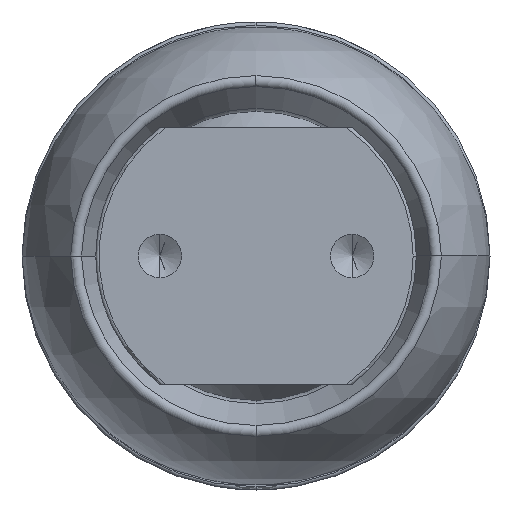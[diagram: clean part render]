
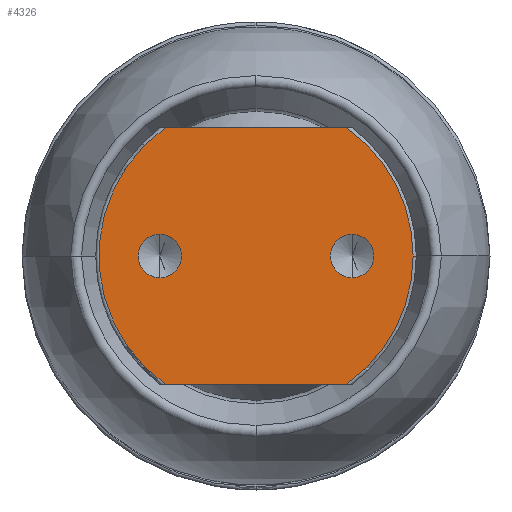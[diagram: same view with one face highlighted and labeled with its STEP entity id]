
A CAD part, front view. The second image highlights one B-rep face of the part: STEP entity #4326.
In plain terms, the highlighted planar face has unit normal (0, -1, 0).
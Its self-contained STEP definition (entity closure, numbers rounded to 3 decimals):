
#62 = EDGE_CURVE ( 'NONE', #4405, #6387, #5658, .T. ) ;
#138 = EDGE_LOOP ( 'NONE', ( #2016, #7093 ) ) ;
#168 = EDGE_CURVE ( 'NONE', #865, #3690, #176, .T. ) ;
#176 = CIRCLE ( 'NONE', #5546, 3.4 ) ;
#297 = ORIENTED_EDGE ( 'NONE', *, *, #1233, .T. ) ;
#410 = CIRCLE ( 'NONE', #2107, 24.5 ) ;
#465 = AXIS2_PLACEMENT_3D ( 'NONE', #980, #964, #914 ) ;
#554 = CARTESIAN_POINT ( 'NONE',  ( -15., -95., -3.4 ) ) ;
#662 = ORIENTED_EDGE ( 'NONE', *, *, #5273, .T. ) ;
#681 = EDGE_CURVE ( 'NONE', #3690, #865, #4999, .T. ) ;
#815 = LINE ( 'NONE', #6637, #2530 ) ;
#841 = ORIENTED_EDGE ( 'NONE', *, *, #6106, .T. ) ;
#865 = VERTEX_POINT ( 'NONE', #554 ) ;
#914 = DIRECTION ( 'NONE',  ( 1., 0., 0. ) ) ;
#964 = DIRECTION ( 'NONE',  ( 0., -1., 0. ) ) ;
#980 = CARTESIAN_POINT ( 'NONE',  ( 0., -95., 0. ) ) ;
#1076 = DIRECTION ( 'NONE',  ( -1., 0., 0. ) ) ;
#1233 = EDGE_CURVE ( 'NONE', #4405, #6306, #2004, .T. ) ;
#1361 = CARTESIAN_POINT ( 'NONE',  ( 14.151, -95., -20. ) ) ;
#1407 = CIRCLE ( 'NONE', #6431, 3.4 ) ;
#1411 = DIRECTION ( 'NONE',  ( 0., 0., 1. ) ) ;
#1433 = ORIENTED_EDGE ( 'NONE', *, *, #5886, .F. ) ;
#1437 = FACE_BOUND ( 'NONE', #5278, .T. ) ;
#1603 = CIRCLE ( 'NONE', #1823, 3.4 ) ;
#1743 = CARTESIAN_POINT ( 'NONE',  ( -14.151, -95., 20. ) ) ;
#1823 = AXIS2_PLACEMENT_3D ( 'NONE', #4391, #4356, #4349 ) ;
#2004 = CIRCLE ( 'NONE', #465, 24.5 ) ;
#2016 = ORIENTED_EDGE ( 'NONE', *, *, #681, .F. ) ;
#2044 = CIRCLE ( 'NONE', #2456, 24.5 ) ;
#2079 = DIRECTION ( 'NONE',  ( 1., 0., 0. ) ) ;
#2107 = AXIS2_PLACEMENT_3D ( 'NONE', #2624, #2604, #2547 ) ;
#2139 = DIRECTION ( 'NONE',  ( 0., -1., 0. ) ) ;
#2161 = CARTESIAN_POINT ( 'NONE',  ( 0., -95., 0. ) ) ;
#2434 = CARTESIAN_POINT ( 'NONE',  ( 15., -95., -3.4 ) ) ;
#2456 = AXIS2_PLACEMENT_3D ( 'NONE', #2161, #2139, #2079 ) ;
#2514 = ORIENTED_EDGE ( 'NONE', *, *, #62, .F. ) ;
#2530 = VECTOR ( 'NONE', #1076, 1000. ) ;
#2547 = DIRECTION ( 'NONE',  ( 1., 0., 0. ) ) ;
#2604 = DIRECTION ( 'NONE',  ( 0., -1., 0. ) ) ;
#2624 = CARTESIAN_POINT ( 'NONE',  ( 0., -95., 0. ) ) ;
#2659 = VERTEX_POINT ( 'NONE', #4604 ) ;
#2966 = FACE_OUTER_BOUND ( 'NONE', #3675, .T. ) ;
#3503 = CARTESIAN_POINT ( 'NONE',  ( 15., -95., 3.4 ) ) ;
#3675 = EDGE_LOOP ( 'NONE', ( #2514, #297, #6143, #662, #841 ) ) ;
#3690 = VERTEX_POINT ( 'NONE', #7429 ) ;
#3745 = DIRECTION ( 'NONE',  ( 0., 0., 1. ) ) ;
#3869 = CARTESIAN_POINT ( 'NONE',  ( -15., -95., 0. ) ) ;
#3889 = DIRECTION ( 'NONE',  ( 0., 0., 1. ) ) ;
#3900 = DIRECTION ( 'NONE',  ( 0., -1., 0. ) ) ;
#3925 = DIRECTION ( 'NONE',  ( 0., -1., 0. ) ) ;
#3927 = CARTESIAN_POINT ( 'NONE',  ( 15., -95., 0. ) ) ;
#4196 = EDGE_CURVE ( 'NONE', #5153, #6306, #815, .T. ) ;
#4245 = AXIS2_PLACEMENT_3D ( 'NONE', #6798, #7423, #6650 ) ;
#4326 = ADVANCED_FACE ( 'NONE', ( #2966, #1437, #7629 ), #6684, .T. ) ;
#4349 = DIRECTION ( 'NONE',  ( 0., 0., 1. ) ) ;
#4356 = DIRECTION ( 'NONE',  ( 0., -1., 0. ) ) ;
#4391 = CARTESIAN_POINT ( 'NONE',  ( 15., -95., 0. ) ) ;
#4405 = VERTEX_POINT ( 'NONE', #1743 ) ;
#4561 = CARTESIAN_POINT ( 'NONE',  ( 14.151, -95., 20. ) ) ;
#4587 = CARTESIAN_POINT ( 'NONE',  ( -15., -95., 0. ) ) ;
#4604 = CARTESIAN_POINT ( 'NONE',  ( 24.5, -95., 0. ) ) ;
#4999 = CIRCLE ( 'NONE', #5235, 3.4 ) ;
#5153 = VERTEX_POINT ( 'NONE', #1361 ) ;
#5235 = AXIS2_PLACEMENT_3D ( 'NONE', #3869, #3900, #3745 ) ;
#5273 = EDGE_CURVE ( 'NONE', #5153, #2659, #410, .T. ) ;
#5278 = EDGE_LOOP ( 'NONE', ( #1433, #7672 ) ) ;
#5546 = AXIS2_PLACEMENT_3D ( 'NONE', #4587, #6081, #1411 ) ;
#5658 = LINE ( 'NONE', #6180, #6718 ) ;
#5886 = EDGE_CURVE ( 'NONE', #7116, #6098, #1603, .T. ) ;
#6081 = DIRECTION ( 'NONE',  ( 0., -1., 0. ) ) ;
#6098 = VERTEX_POINT ( 'NONE', #2434 ) ;
#6106 = EDGE_CURVE ( 'NONE', #2659, #6387, #2044, .T. ) ;
#6109 = CARTESIAN_POINT ( 'NONE',  ( -14.151, -95., -20. ) ) ;
#6129 = DIRECTION ( 'NONE',  ( 1., 0., 0. ) ) ;
#6143 = ORIENTED_EDGE ( 'NONE', *, *, #4196, .F. ) ;
#6180 = CARTESIAN_POINT ( 'NONE',  ( -25., -95., 20. ) ) ;
#6306 = VERTEX_POINT ( 'NONE', #6109 ) ;
#6387 = VERTEX_POINT ( 'NONE', #4561 ) ;
#6431 = AXIS2_PLACEMENT_3D ( 'NONE', #3927, #3925, #3889 ) ;
#6637 = CARTESIAN_POINT ( 'NONE',  ( -25., -95., -20. ) ) ;
#6650 = DIRECTION ( 'NONE',  ( 1., 0., 0. ) ) ;
#6684 = PLANE ( 'NONE',  #4245 ) ;
#6718 = VECTOR ( 'NONE', #6129, 1000. ) ;
#6798 = CARTESIAN_POINT ( 'NONE',  ( -25., -95., 0. ) ) ;
#7057 = EDGE_CURVE ( 'NONE', #6098, #7116, #1407, .T. ) ;
#7093 = ORIENTED_EDGE ( 'NONE', *, *, #168, .F. ) ;
#7116 = VERTEX_POINT ( 'NONE', #3503 ) ;
#7423 = DIRECTION ( 'NONE',  ( 0., -1., 0. ) ) ;
#7429 = CARTESIAN_POINT ( 'NONE',  ( -15., -95., 3.4 ) ) ;
#7629 = FACE_BOUND ( 'NONE', #138, .T. ) ;
#7672 = ORIENTED_EDGE ( 'NONE', *, *, #7057, .F. ) ;
